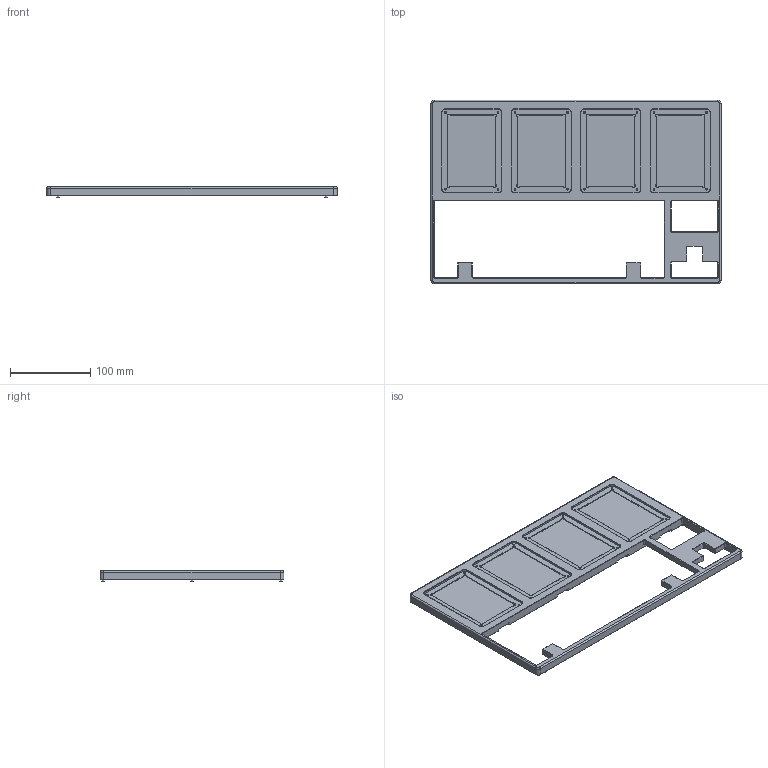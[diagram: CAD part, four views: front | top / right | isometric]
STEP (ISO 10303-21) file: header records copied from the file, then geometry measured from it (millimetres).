
FILE_DESCRIPTION(/* description */ (''),/* implementation_level */ '2;1');
FILE_NAME(/* name */ 'khdd_case_top.step',/* time_stamp */ '2021-03-16T09:23:21-07:00',/* author */ (''),/* organization */ (''),/* preprocessor_version */ 'ST-DEVELOPER v18.1',/* originating_system */ 'Autodesk Translation Framework v9.10.0.1330',/* authorisation */ '');
FILE_SCHEMA (('AUTOMOTIVE_DESIGN { 1 0 10303 214 3 1 1 }'));
Length unit declared in the file: millimetre
Products named in the file (1): Case (Top)
Bounding box: 361.38 x 228.7 x 13 mm (x, y, z)
Volume: 462729.2 mm3; surface area: 132449.8 mm2
Topology: 1 solids, 1 shells, 600 faces, 1383 edges, 828 vertices
Faces by surface type: plane 239, cylinder 182, cone 175, torus 4
Full cylindrical faces by diameter (mm): 1.623 x16, 2.075 x15, 3.1 x6
Entity records: 16826 total; most frequent: DIRECTION 3128, CARTESIAN_POINT 2812, ORIENTED_EDGE 2766, EDGE_CURVE 1383, AXIS2_PLACEMENT_3D 1144, LINE 840, VECTOR 840, VERTEX_POINT 828
